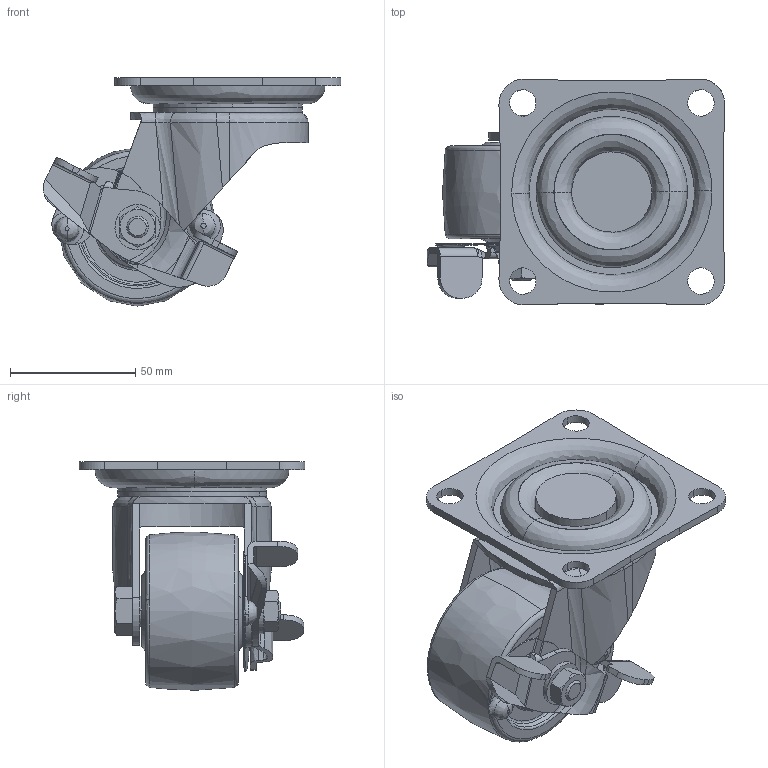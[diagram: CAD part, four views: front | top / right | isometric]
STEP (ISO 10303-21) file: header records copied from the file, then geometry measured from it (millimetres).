
FILE_DESCRIPTION((''),'2;1');
FILE_NAME('','2009-03-19T14:14:43',(''),(''),'','CADfix','');
FILE_SCHEMA(('AUTOMOTIVE_DESIGN { 1 0 10303 214 1 1 1 1 }'));
Length unit declared in the file: millimetre
Bounding box: 118.57 x 90 x 90.99 mm (x, y, z)
Volume: 198145.6 mm3; surface area: 68641.7 mm2
Topology: 7 solids, 7 shells, 368 faces, 1110 edges, 775 vertices
Faces by surface type: bspline 368
Entity records: 17456 total; most frequent: CARTESIAN_POINT 11437, ORIENTED_EDGE 2204, EDGE_CURVE 1102, VERTEX_POINT 771, EDGE_LOOP 405, FACE_OUTER_BOUND 364, ADVANCED_FACE 364, QUASI_UNIFORM_CURVE 342
